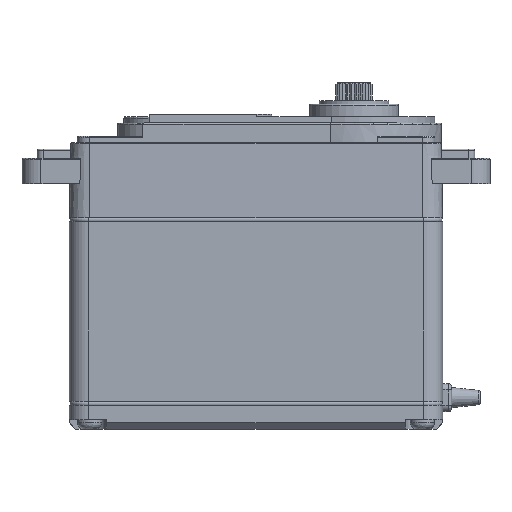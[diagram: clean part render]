
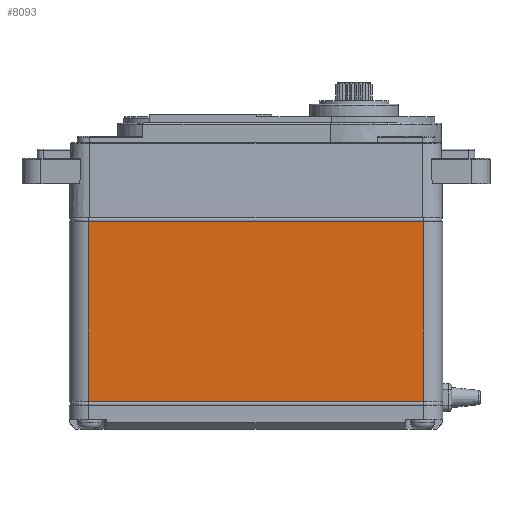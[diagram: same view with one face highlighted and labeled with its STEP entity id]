
A CAD part, top view. The second image highlights one B-rep face of the part: STEP entity #8093.
In plain terms, the highlighted planar face has unit normal (0, 0, 1).
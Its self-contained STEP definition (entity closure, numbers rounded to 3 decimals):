
#1037=DIRECTION('',(0.,1.,0.));
#1038=VECTOR('',#1037,28.4);
#1039=CARTESIAN_POINT('',(26.5,1.8,14.5));
#1040=LINE('',#1039,#1038);
#1045=DIRECTION('',(1.,0.,0.));
#1046=VECTOR('',#1045,53.);
#1047=CARTESIAN_POINT('',(-26.5,1.8,14.5));
#1048=LINE('',#1047,#1046);
#1053=DIRECTION('',(0.,-1.,0.));
#1054=VECTOR('',#1053,28.4);
#1055=CARTESIAN_POINT('',(-26.5,30.2,14.5));
#1056=LINE('',#1055,#1054);
#1086=DIRECTION('',(1.,0.,0.));
#1087=VECTOR('',#1086,53.);
#1088=CARTESIAN_POINT('',(-26.5,30.2,14.5));
#1089=LINE('',#1088,#1087);
#5330=CARTESIAN_POINT('',(-26.5,1.8,14.5));
#5331=VERTEX_POINT('',#5330);
#5332=CARTESIAN_POINT('',(26.5,1.8,14.5));
#5333=VERTEX_POINT('',#5332);
#5348=CARTESIAN_POINT('',(26.5,30.2,14.5));
#5349=VERTEX_POINT('',#5348);
#5350=CARTESIAN_POINT('',(-26.5,30.2,14.5));
#5351=VERTEX_POINT('',#5350);
#8080=CARTESIAN_POINT('',(0.,16.,14.5));
#8081=DIRECTION('',(0.,0.,1.));
#8082=DIRECTION('',(1.,0.,0.));
#8083=AXIS2_PLACEMENT_3D('',#8080,#8081,#8082);
#8084=PLANE('',#8083);
#8085=ORIENTED_EDGE('',*,*,#7620,.F.);
#8087=ORIENTED_EDGE('',*,*,#8086,.F.);
#8089=ORIENTED_EDGE('',*,*,#8088,.T.);
#8090=ORIENTED_EDGE('',*,*,#8065,.F.);
#8091=EDGE_LOOP('',(#8085,#8087,#8089,#8090));
#8092=FACE_OUTER_BOUND('',#8091,.F.);
#8093=ADVANCED_FACE('',(#8092),#8084,.T.);
#7620=EDGE_CURVE('',#5331,#5333,#1048,.T.);
#8065=EDGE_CURVE('',#5333,#5349,#1040,.T.);
#8086=EDGE_CURVE('',#5351,#5331,#1056,.T.);
#8088=EDGE_CURVE('',#5351,#5349,#1089,.T.);
